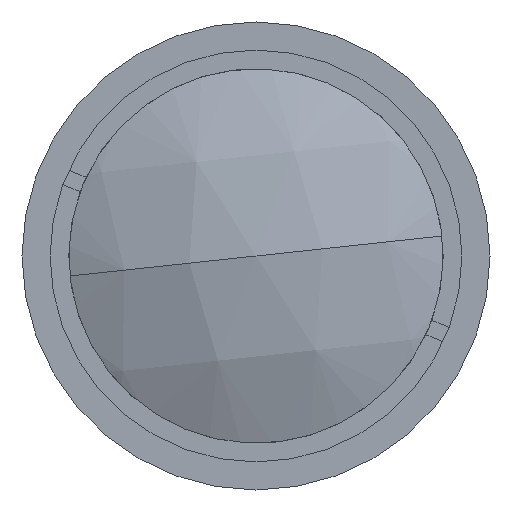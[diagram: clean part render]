
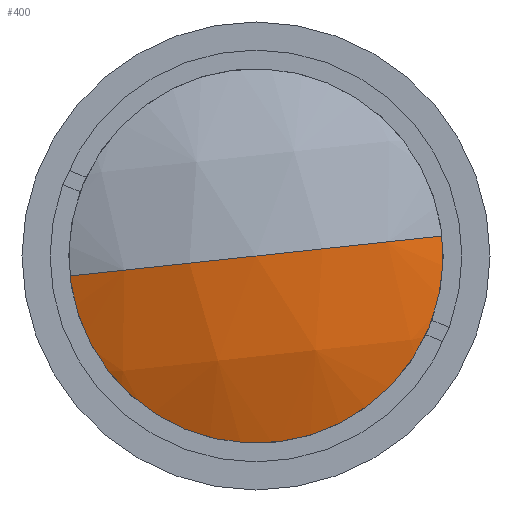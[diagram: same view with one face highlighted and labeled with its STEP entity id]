
A CAD part, left-side view. The second image highlights one B-rep face of the part: STEP entity #400.
In plain terms, the highlighted spherical face has radius 28.98 mm.
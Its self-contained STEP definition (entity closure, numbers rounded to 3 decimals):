
#23 = DIRECTION ( 'NONE',  ( 0., -0.107, -0.994 ) ) ;
#162 = CARTESIAN_POINT ( 'NONE',  ( 4.281, -12.428, 1.335 ) ) ;
#206 = CARTESIAN_POINT ( 'NONE',  ( 30.427, 0., 0. ) ) ;
#228 = FACE_OUTER_BOUND ( 'NONE', #2127, .T. ) ;
#281 = CARTESIAN_POINT ( 'NONE',  ( 4.281, 12.428, -1.335 ) ) ;
#386 = DIRECTION ( 'NONE',  ( 0., 0.107, 0.994 ) ) ;
#400 = ADVANCED_FACE ( 'NONE', ( #228 ), #765, .T. ) ;
#500 = VERTEX_POINT ( 'NONE', #281 ) ;
#570 = CARTESIAN_POINT ( 'NONE',  ( 30.427, 0., 0. ) ) ;
#619 = DIRECTION ( 'NONE',  ( 0., 0.994, -0.107 ) ) ;
#634 = CARTESIAN_POINT ( 'NONE',  ( 4.281, 0., 0. ) ) ;
#666 = AXIS2_PLACEMENT_3D ( 'NONE', #2226, #386, #1058 ) ;
#765 = SPHERICAL_SURFACE ( 'NONE', #1387, 28.98 ) ;
#889 = CIRCLE ( 'NONE', #1947, 12.5 ) ;
#961 = VERTEX_POINT ( 'NONE', #1036 ) ;
#1036 = CARTESIAN_POINT ( 'NONE',  ( 1.447, 0., 0. ) ) ;
#1058 = DIRECTION ( 'NONE',  ( 0., -0.994, 0.107 ) ) ;
#1200 = DIRECTION ( 'NONE',  ( -1., 0., 0. ) ) ;
#1259 = CIRCLE ( 'NONE', #2177, 28.98 ) ;
#1331 = DIRECTION ( 'NONE',  ( 0., -0.107, -0.994 ) ) ;
#1344 = CIRCLE ( 'NONE', #666, 28.98 ) ;
#1387 = AXIS2_PLACEMENT_3D ( 'NONE', #570, #1331, #619 ) ;
#1466 = ORIENTED_EDGE ( 'NONE', *, *, #2281, .T. ) ;
#1582 = ORIENTED_EDGE ( 'NONE', *, *, #2014, .T. ) ;
#1777 = VERTEX_POINT ( 'NONE', #162 ) ;
#1947 = AXIS2_PLACEMENT_3D ( 'NONE', #634, #1200, #2004 ) ;
#2004 = DIRECTION ( 'NONE',  ( 0., 0.107, 0.994 ) ) ;
#2014 = EDGE_CURVE ( 'NONE', #1777, #961, #1259, .T. ) ;
#2055 = EDGE_CURVE ( 'NONE', #500, #961, #1344, .T. ) ;
#2127 = EDGE_LOOP ( 'NONE', ( #1466, #1582, #2272 ) ) ;
#2177 = AXIS2_PLACEMENT_3D ( 'NONE', #206, #23, #2342 ) ;
#2226 = CARTESIAN_POINT ( 'NONE',  ( 30.427, 0., 0. ) ) ;
#2272 = ORIENTED_EDGE ( 'NONE', *, *, #2055, .F. ) ;
#2281 = EDGE_CURVE ( 'NONE', #500, #1777, #889, .T. ) ;
#2342 = DIRECTION ( 'NONE',  ( 0., 0.994, -0.107 ) ) ;
